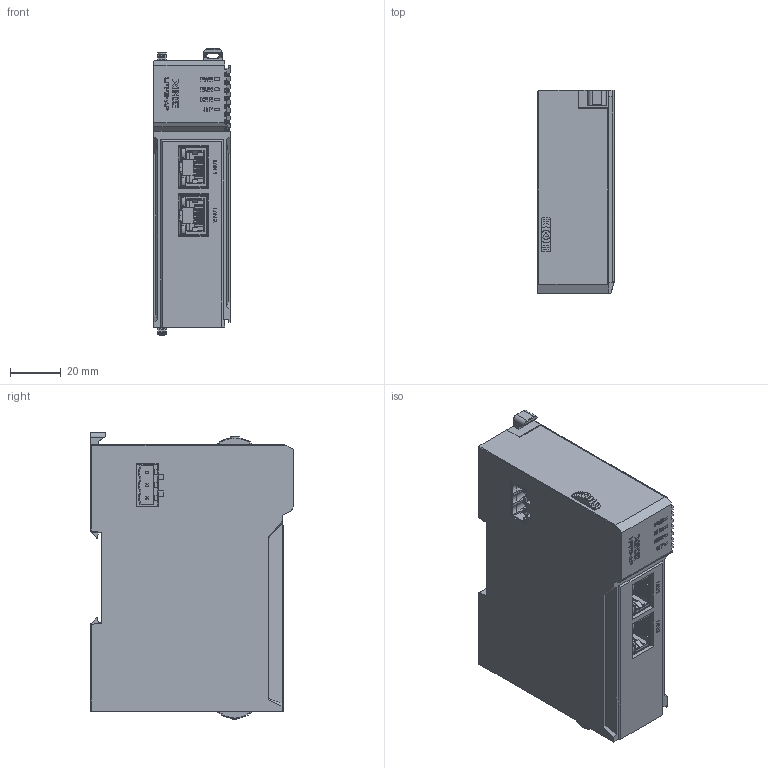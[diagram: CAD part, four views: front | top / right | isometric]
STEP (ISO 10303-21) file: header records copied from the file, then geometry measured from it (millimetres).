
FILE_DESCRIPTION (( 'STEP AP203' ), '1' );
FILE_NAME ('LFP3-AP-夥厙芞.STEP', '2024-03-06T07:57:02', ( '' ), ( '' ), 'SwSTEP 2.0', 'SolidWorks 2017', '' );
FILE_SCHEMA (( 'CONFIG_CONTROL_DESIGN' ));
Products named in the file (1): LFP3-AP-夥厙芞
Bounding box: 30 x 80 x 113.04 mm (x, y, z)
Volume: 229832.5 mm3; surface area: 40669 mm2
Topology: 1 solids, 1 shells, 2588 faces, 7650 edges, 5105 vertices
Faces by surface type: plane 1718, cylinder 505, bspline 280, torus 82, cone 3
Entity records: 101984 total; most frequent: CARTESIAN_POINT 42152, ORIENTED_EDGE 15300, DIRECTION 8062, EDGE_CURVE 7650, VERTEX_POINT 5105, B_SPLINE_CURVE_WITH_KNOTS 4216, LINE 3156, VECTOR 3156
